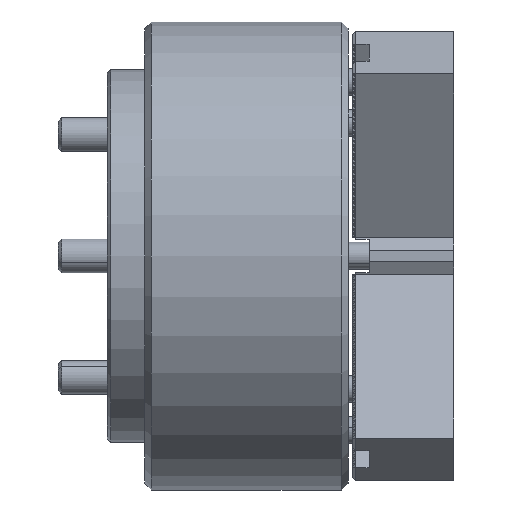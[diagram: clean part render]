
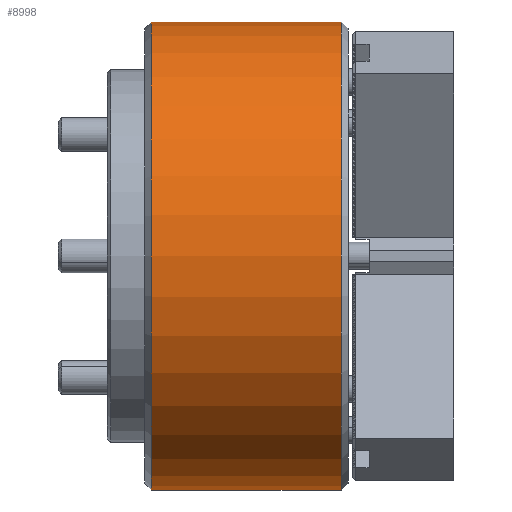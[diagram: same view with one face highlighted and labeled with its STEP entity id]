
A CAD part, front view. The second image highlights one B-rep face of the part: STEP entity #8998.
In plain terms, the highlighted cylindrical face has radius 69 mm (diameter 138 mm), a partial arc.
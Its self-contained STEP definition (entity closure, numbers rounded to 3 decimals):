
#255 = AXIS2_PLACEMENT_3D ( 'NONE', #12176, #3519, #13631 ) ;
#1131 = CIRCLE ( 'NONE', #16159, 69. ) ;
#1140 = DIRECTION ( 'NONE',  ( 0., 0., 1. ) ) ;
#1159 = CIRCLE ( 'NONE', #255, 69. ) ;
#2334 = VECTOR ( 'NONE', #4525, 1000. ) ;
#2366 = VERTEX_POINT ( 'NONE', #14346 ) ;
#3008 = VECTOR ( 'NONE', #8764, 1000. ) ;
#3012 = CARTESIAN_POINT ( 'NONE',  ( 58., 0., -69. ) ) ;
#3511 = ORIENTED_EDGE ( 'NONE', *, *, #17522, .T. ) ;
#3517 = CARTESIAN_POINT ( 'NONE',  ( 74.423, 0., 0. ) ) ;
#3519 = DIRECTION ( 'NONE',  ( -1., 0., 0. ) ) ;
#4173 = VERTEX_POINT ( 'NONE', #14752 ) ;
#4525 = DIRECTION ( 'NONE',  ( 1., 0., 0. ) ) ;
#5280 = ORIENTED_EDGE ( 'NONE', *, *, #13130, .F. ) ;
#6177 = EDGE_CURVE ( 'NONE', #17736, #7614, #1159, .T. ) ;
#6179 = CYLINDRICAL_SURFACE ( 'NONE', #16510, 69. ) ;
#7364 = CARTESIAN_POINT ( 'NONE',  ( 74.423, 0., 69. ) ) ;
#7614 = VERTEX_POINT ( 'NONE', #17380 ) ;
#8759 = EDGE_CURVE ( 'NONE', #2366, #17736, #18426, .T. ) ;
#8764 = DIRECTION ( 'NONE',  ( 1., 0., 0. ) ) ;
#8998 = ADVANCED_FACE ( 'NONE', ( #14333 ), #6179, .T. ) ;
#9758 = DIRECTION ( 'NONE',  ( 1., 0., 0. ) ) ;
#10187 = EDGE_LOOP ( 'NONE', ( #5280, #3511, #12572, #16445 ) ) ;
#10431 = LINE ( 'NONE', #7364, #2334 ) ;
#12174 = DIRECTION ( 'NONE',  ( 0., 0., -1. ) ) ;
#12176 = CARTESIAN_POINT ( 'NONE',  ( 58., 0., 0. ) ) ;
#12572 = ORIENTED_EDGE ( 'NONE', *, *, #8759, .T. ) ;
#13130 = EDGE_CURVE ( 'NONE', #4173, #7614, #10431, .T. ) ;
#13629 = DIRECTION ( 'NONE',  ( 1., 0., 0. ) ) ;
#13631 = DIRECTION ( 'NONE',  ( 0., 0., -1. ) ) ;
#14333 = FACE_OUTER_BOUND ( 'NONE', #10187, .T. ) ;
#14346 = CARTESIAN_POINT ( 'NONE',  ( 2., 0., -69. ) ) ;
#14752 = CARTESIAN_POINT ( 'NONE',  ( 2., 0., 69. ) ) ;
#16012 = CARTESIAN_POINT ( 'NONE',  ( 74.423, 0., -69. ) ) ;
#16159 = AXIS2_PLACEMENT_3D ( 'NONE', #18475, #9758, #1140 ) ;
#16445 = ORIENTED_EDGE ( 'NONE', *, *, #6177, .T. ) ;
#16510 = AXIS2_PLACEMENT_3D ( 'NONE', #3517, #13629, #12174 ) ;
#17380 = CARTESIAN_POINT ( 'NONE',  ( 58., 0., 69. ) ) ;
#17522 = EDGE_CURVE ( 'NONE', #4173, #2366, #1131, .T. ) ;
#17736 = VERTEX_POINT ( 'NONE', #3012 ) ;
#18426 = LINE ( 'NONE', #16012, #3008 ) ;
#18475 = CARTESIAN_POINT ( 'NONE',  ( 2., 0., 0. ) ) ;
